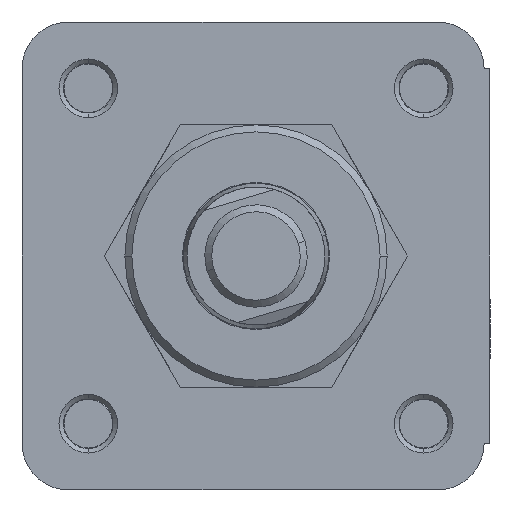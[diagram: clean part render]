
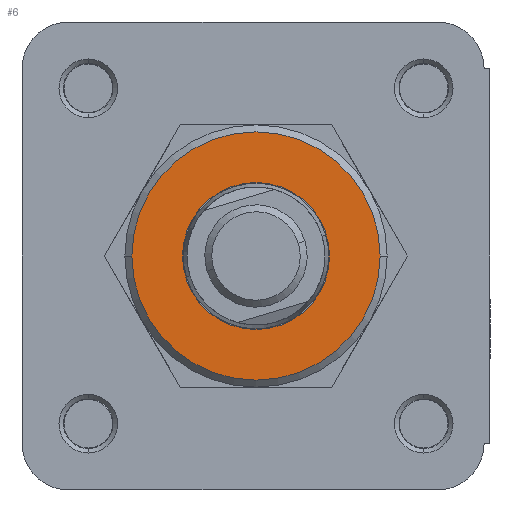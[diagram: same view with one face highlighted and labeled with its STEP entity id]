
A CAD part, left-side view. The second image highlights one B-rep face of the part: STEP entity #6.
In plain terms, the highlighted planar face has unit normal (-1, 0, 0).
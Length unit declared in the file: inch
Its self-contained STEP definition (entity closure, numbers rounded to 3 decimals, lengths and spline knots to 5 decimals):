
#6 = ADVANCED_FACE ( 'NONE', ( #12665, #9642 ), #347, .F. ) ;
#67 = CIRCLE ( 'NONE', #6605, 0.314 ) ;
#265 = CARTESIAN_POINT ( 'NONE',  ( -0.615, 0., -0.314 ) ) ;
#347 = PLANE ( 'NONE',  #14056 ) ;
#1076 = CARTESIAN_POINT ( 'NONE',  ( -0.615, 0., 0. ) ) ;
#1151 = DIRECTION ( 'NONE',  ( 0., 0., -1. ) ) ;
#1185 = DIRECTION ( 'NONE',  ( 1., 0., 0. ) ) ;
#1228 = CARTESIAN_POINT ( 'NONE',  ( -0.615, 0., 0. ) ) ;
#1836 = DIRECTION ( 'NONE',  ( 1., 0., 0. ) ) ;
#2234 = DIRECTION ( 'NONE',  ( 0., 1., 0. ) ) ;
#2272 = AXIS2_PLACEMENT_3D ( 'NONE', #1076, #9116, #2234 ) ;
#2441 = EDGE_LOOP ( 'NONE', ( #3259, #3938 ) ) ;
#2584 = EDGE_CURVE ( 'NONE', #3488, #11415, #3102, .T. ) ;
#2609 = EDGE_CURVE ( 'NONE', #11415, #3488, #9228, .T. ) ;
#3102 = CIRCLE ( 'NONE', #14779, 0.5305 ) ;
#3259 = ORIENTED_EDGE ( 'NONE', *, *, #7834, .T. ) ;
#3488 = VERTEX_POINT ( 'NONE', #3493 ) ;
#3493 = CARTESIAN_POINT ( 'NONE',  ( -0.615, -0.5305, 0. ) ) ;
#3938 = ORIENTED_EDGE ( 'NONE', *, *, #10537, .T. ) ;
#4782 = VERTEX_POINT ( 'NONE', #265 ) ;
#5000 = CARTESIAN_POINT ( 'NONE',  ( -0.615, 0.5305, 0. ) ) ;
#5170 = CARTESIAN_POINT ( 'NONE',  ( -0.615, 0., 0. ) ) ;
#6338 = DIRECTION ( 'NONE',  ( 0., 0., -1. ) ) ;
#6605 = AXIS2_PLACEMENT_3D ( 'NONE', #5170, #13155, #6338 ) ;
#6759 = CARTESIAN_POINT ( 'NONE',  ( -0.615, 0., 0. ) ) ;
#7834 = EDGE_CURVE ( 'NONE', #4782, #13612, #67, .T. ) ;
#7897 = DIRECTION ( 'NONE',  ( 0., 1., 0. ) ) ;
#8090 = AXIS2_PLACEMENT_3D ( 'NONE', #8699, #1836, #9869 ) ;
#8213 = ORIENTED_EDGE ( 'NONE', *, *, #2609, .F. ) ;
#8699 = CARTESIAN_POINT ( 'NONE',  ( -0.615, 0., 0. ) ) ;
#9116 = DIRECTION ( 'NONE',  ( 1., 0., 0. ) ) ;
#9228 = CIRCLE ( 'NONE', #2272, 0.5305 ) ;
#9642 = FACE_OUTER_BOUND ( 'NONE', #11319, .T. ) ;
#9825 = ORIENTED_EDGE ( 'NONE', *, *, #2584, .F. ) ;
#9869 = DIRECTION ( 'NONE',  ( 0., 0., -1. ) ) ;
#10537 = EDGE_CURVE ( 'NONE', #13612, #4782, #13473, .T. ) ;
#11319 = EDGE_LOOP ( 'NONE', ( #8213, #9825 ) ) ;
#11415 = VERTEX_POINT ( 'NONE', #5000 ) ;
#12665 = FACE_BOUND ( 'NONE', #2441, .T. ) ;
#13155 = DIRECTION ( 'NONE',  ( 1., 0., 0. ) ) ;
#13473 = CIRCLE ( 'NONE', #8090, 0.314 ) ;
#13524 = CARTESIAN_POINT ( 'NONE',  ( -0.615, 0., 0.314 ) ) ;
#13612 = VERTEX_POINT ( 'NONE', #13524 ) ;
#14056 = AXIS2_PLACEMENT_3D ( 'NONE', #1228, #1185, #1151 ) ;
#14702 = DIRECTION ( 'NONE',  ( 1., 0., 0. ) ) ;
#14779 = AXIS2_PLACEMENT_3D ( 'NONE', #6759, #14702, #7897 ) ;
